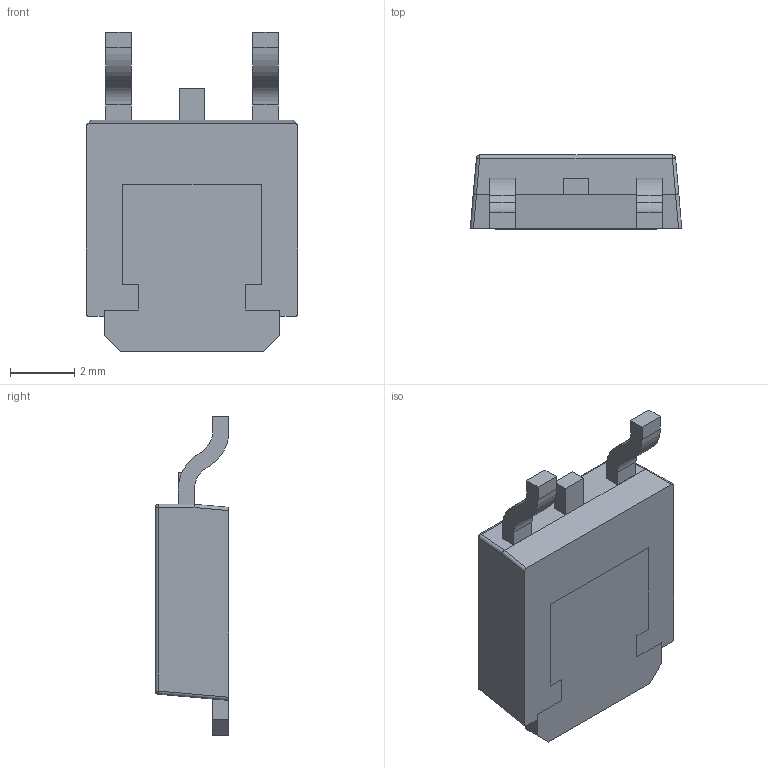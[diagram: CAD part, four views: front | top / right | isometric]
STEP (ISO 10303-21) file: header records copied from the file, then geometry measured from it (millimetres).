
FILE_DESCRIPTION (( 'STEP AP214' ), '1' );
FILE_NAME ('User Library-TO252-2.STEP', '2025-07-06T15:08:26', ( '' ), ( '' ), 'SwSTEP 2.0', 'SolidWorks 2022', '' );
FILE_SCHEMA (( 'AUTOMOTIVE_DESIGN' ));
Length unit declared in the file: millimetre
Products named in the file (6): TO252-21; TO252-25; TO252-24; User Library-TO252-2; TO252-23; TO252-22
Assembly tree (5 placements, depth 2):
  User Library-TO252-2
    TO252-21
    TO252-22
    TO252-23
    TO252-24
    TO252-25
Bounding box: 6.58 x 2.29 x 9.94 mm (x, y, z)
Volume: 93.1 mm3; surface area: 214.8 mm2
Topology: 5 solids, 5 shells, 83 faces, 209 edges, 132 vertices
Faces by surface type: plane 61, cylinder 18, bspline 4
Entity records: 2841 total; most frequent: CARTESIAN_POINT 520, ORIENTED_EDGE 410, DIRECTION 397, EDGE_CURVE 205, VECTOR 171, LINE 171, VERTEX_POINT 132, AXIS2_PLACEMENT_3D 113
